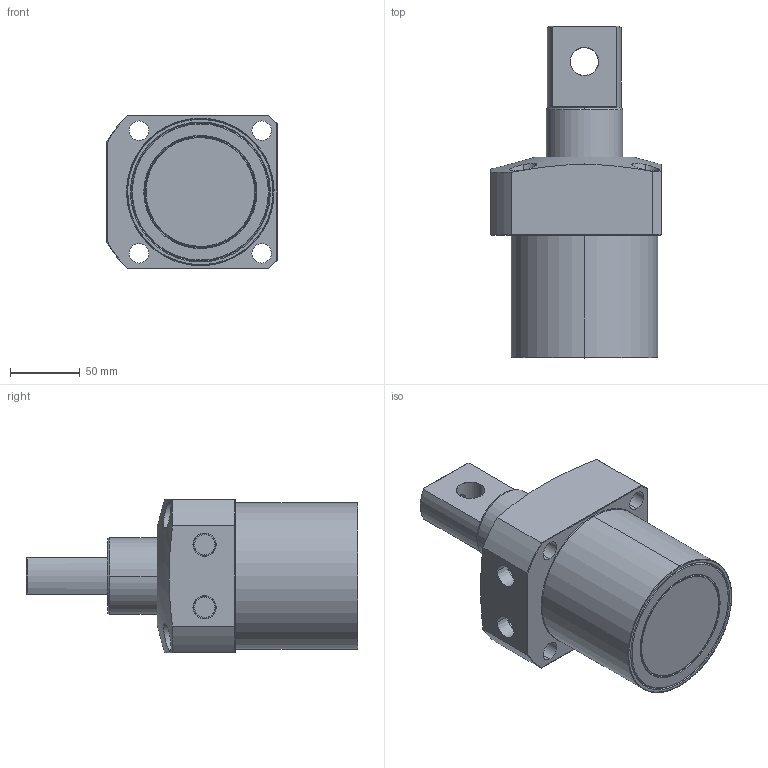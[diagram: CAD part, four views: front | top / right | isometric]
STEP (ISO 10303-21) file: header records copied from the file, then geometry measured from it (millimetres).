
FILE_DESCRIPTION (( 'STEP AP203' ), '1' );
FILE_NAME ('LHA1050-S-P.STEP', '2019-09-24T02:44:08', ( '微软用户' ), ( '微软中国' ), 'SwSTEP 2.0', 'SolidWorks 2012', '' );
FILE_SCHEMA (( 'CONFIG_CONTROL_DESIGN' ));
Length unit declared in the file: millimetre
Products named in the file (4): LHA1050-S-P; LHA1050-楓羔_蹬怮椔); LHA1050-咂衝椳紕溽_rev1; LHA1050-槭暌滀S(蹬怮椔)
Assembly tree (3 placements, depth 2):
  LHA1050-S-P
    LHA1050-槭暌滀S(蹬怮椔)
    LHA1050-咂衝椳紕溽_rev1
    LHA1050-楓羔_蹬怮椔)
Bounding box: 122 x 238 x 110 mm (x, y, z)
Volume: 1566749.8 mm3; surface area: 122456 mm2
Topology: 3 solids, 4 shells, 120 faces, 275 edges, 176 vertices
Faces by surface type: cylinder 52, plane 31, cone 27, bspline 10
Entity records: 4640 total; most frequent: CARTESIAN_POINT 1527, DIRECTION 582, ORIENTED_EDGE 550, EDGE_CURVE 275, AXIS2_PLACEMENT_3D 244, VERTEX_POINT 176, EDGE_LOOP 145, CIRCLE 128
